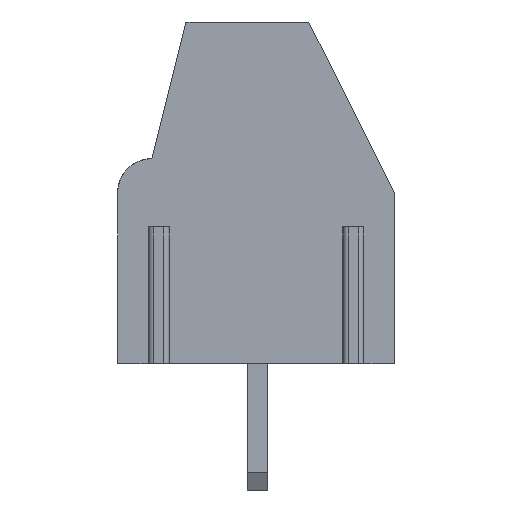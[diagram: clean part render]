
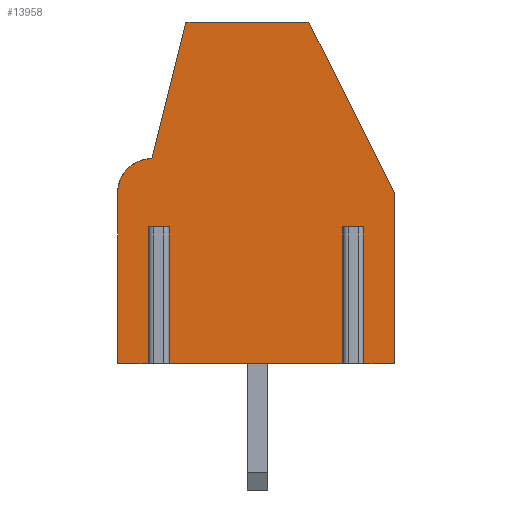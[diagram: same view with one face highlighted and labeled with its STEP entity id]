
A CAD part, left-side view. The second image highlights one B-rep face of the part: STEP entity #13958.
In plain terms, the highlighted planar face has unit normal (-1, 0, 0).
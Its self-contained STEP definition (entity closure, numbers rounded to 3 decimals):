
#77 = CARTESIAN_POINT ( 'NONE',  ( -7.33, -1.55, 10. ) ) ;
#164 = VERTEX_POINT ( 'NONE', #9416 ) ;
#248 = CARTESIAN_POINT ( 'NONE',  ( -7.33, 3.05, 6. ) ) ;
#387 = VERTEX_POINT ( 'NONE', #9050 ) ;
#579 = ORIENTED_EDGE ( 'NONE', *, *, #18614, .T. ) ;
#777 = DIRECTION ( 'NONE',  ( 0., -1., 0. ) ) ;
#808 = CARTESIAN_POINT ( 'NONE',  ( -7.33, 2.95, 4. ) ) ;
#1627 = CARTESIAN_POINT ( 'NONE',  ( -7.33, 2.75, 4. ) ) ;
#1650 = CIRCLE ( 'NONE', #7488, 1. ) ;
#1755 = EDGE_CURVE ( 'NONE', #18113, #18883, #3133, .T. ) ;
#1870 = EDGE_CURVE ( 'NONE', #164, #21628, #16332, .T. ) ;
#1894 = CARTESIAN_POINT ( 'NONE',  ( -7.33, -2.95, 0. ) ) ;
#1991 = LINE ( 'NONE', #8842, #11990 ) ;
#2087 = VERTEX_POINT ( 'NONE', #4804 ) ;
#2362 = DIRECTION ( 'NONE',  ( 0., -1., 0. ) ) ;
#2561 = ORIENTED_EDGE ( 'NONE', *, *, #18998, .F. ) ;
#2585 = ORIENTED_EDGE ( 'NONE', *, *, #20822, .T. ) ;
#3004 = EDGE_CURVE ( 'NONE', #387, #2087, #10958, .T. ) ;
#3133 = LINE ( 'NONE', #1627, #9600 ) ;
#3157 = VERTEX_POINT ( 'NONE', #77 ) ;
#3212 = LINE ( 'NONE', #17222, #18847 ) ;
#3957 = DIRECTION ( 'NONE',  ( 0., 0., -1. ) ) ;
#4092 = EDGE_CURVE ( 'NONE', #11037, #6441, #21675, .T. ) ;
#4355 = VECTOR ( 'NONE', #13659, 1000. ) ;
#4451 = CARTESIAN_POINT ( 'NONE',  ( -7.33, -2.75, 4. ) ) ;
#4631 = ORIENTED_EDGE ( 'NONE', *, *, #13018, .T. ) ;
#4804 = CARTESIAN_POINT ( 'NONE',  ( -7.33, 4.05, 0. ) ) ;
#4862 = LINE ( 'NONE', #10230, #11841 ) ;
#5085 = DIRECTION ( 'NONE',  ( 0., 0.243, -0.97 ) ) ;
#5867 = ORIENTED_EDGE ( 'NONE', *, *, #1870, .F. ) ;
#6367 = DIRECTION ( 'NONE',  ( 0., -1., 0. ) ) ;
#6431 = ORIENTED_EDGE ( 'NONE', *, *, #1755, .T. ) ;
#6441 = VERTEX_POINT ( 'NONE', #9637 ) ;
#6640 = EDGE_CURVE ( 'NONE', #18883, #6441, #16409, .T. ) ;
#6749 = CARTESIAN_POINT ( 'NONE',  ( -7.33, 4.05, 0. ) ) ;
#7488 = AXIS2_PLACEMENT_3D ( 'NONE', #13798, #22355, #17324 ) ;
#7672 = DIRECTION ( 'NONE',  ( 0., 0., -1. ) ) ;
#7844 = LINE ( 'NONE', #16283, #8274 ) ;
#8227 = VECTOR ( 'NONE', #9830, 1000. ) ;
#8274 = VECTOR ( 'NONE', #2362, 1000. ) ;
#8842 = CARTESIAN_POINT ( 'NONE',  ( -7.33, 2.75, 4. ) ) ;
#9050 = CARTESIAN_POINT ( 'NONE',  ( -7.33, 4.05, 5. ) ) ;
#9272 = CARTESIAN_POINT ( 'NONE',  ( -7.33, 4.05, 10. ) ) ;
#9396 = EDGE_CURVE ( 'NONE', #12355, #3157, #20819, .T. ) ;
#9416 = CARTESIAN_POINT ( 'NONE',  ( -7.33, 2.95, 4. ) ) ;
#9600 = VECTOR ( 'NONE', #10101, 1000. ) ;
#9637 = CARTESIAN_POINT ( 'NONE',  ( -7.33, -2.75, 0. ) ) ;
#9675 = FACE_OUTER_BOUND ( 'NONE', #22444, .T. ) ;
#9830 = DIRECTION ( 'NONE',  ( 0., 0., -1. ) ) ;
#10078 = CARTESIAN_POINT ( 'NONE',  ( -7.33, 4.05, 10. ) ) ;
#10096 = EDGE_CURVE ( 'NONE', #18204, #12063, #3212, .T. ) ;
#10101 = DIRECTION ( 'NONE',  ( 0., 0., -1. ) ) ;
#10105 = ORIENTED_EDGE ( 'NONE', *, *, #6640, .T. ) ;
#10230 = CARTESIAN_POINT ( 'NONE',  ( -7.33, 2.05, 10. ) ) ;
#10236 = VERTEX_POINT ( 'NONE', #20983 ) ;
#10334 = DIRECTION ( 'NONE',  ( 1., 0., 0. ) ) ;
#10366 = VECTOR ( 'NONE', #6367, 1000. ) ;
#10722 = CARTESIAN_POINT ( 'NONE',  ( -7.33, 4.05, 0. ) ) ;
#10820 = ORIENTED_EDGE ( 'NONE', *, *, #3004, .T. ) ;
#10958 = LINE ( 'NONE', #9272, #4355 ) ;
#11037 = VERTEX_POINT ( 'NONE', #11493 ) ;
#11420 = CARTESIAN_POINT ( 'NONE',  ( -7.33, -2.95, 4. ) ) ;
#11493 = CARTESIAN_POINT ( 'NONE',  ( -7.33, -2.75, 4. ) ) ;
#11841 = VECTOR ( 'NONE', #5085, 1000. ) ;
#11990 = VECTOR ( 'NONE', #15770, 1000. ) ;
#12063 = VERTEX_POINT ( 'NONE', #1894 ) ;
#12129 = DIRECTION ( 'NONE',  ( 0., 0.447, 0.894 ) ) ;
#12230 = VECTOR ( 'NONE', #3957, 1000. ) ;
#12355 = VERTEX_POINT ( 'NONE', #21254 ) ;
#13018 = EDGE_CURVE ( 'NONE', #2087, #21628, #20176, .T. ) ;
#13307 = PLANE ( 'NONE',  #17718 ) ;
#13659 = DIRECTION ( 'NONE',  ( 0., 0., -1. ) ) ;
#13762 = CARTESIAN_POINT ( 'NONE',  ( -7.33, 2.75, 0. ) ) ;
#13798 = CARTESIAN_POINT ( 'NONE',  ( -7.33, 3.05, 5. ) ) ;
#13927 = LINE ( 'NONE', #6749, #15110 ) ;
#13935 = VECTOR ( 'NONE', #777, 1000. ) ;
#13958 = ADVANCED_FACE ( 'NONE', ( #9675 ), #13307, .F. ) ;
#13972 = EDGE_CURVE ( 'NONE', #19241, #15192, #4862, .T. ) ;
#14408 = CARTESIAN_POINT ( 'NONE',  ( -7.33, 2.75, 4. ) ) ;
#15105 = ORIENTED_EDGE ( 'NONE', *, *, #17936, .T. ) ;
#15110 = VECTOR ( 'NONE', #18951, 1000. ) ;
#15184 = VECTOR ( 'NONE', #12129, 1000. ) ;
#15192 = VERTEX_POINT ( 'NONE', #248 ) ;
#15394 = LINE ( 'NONE', #10078, #19849 ) ;
#15536 = ORIENTED_EDGE ( 'NONE', *, *, #16922, .T. ) ;
#15770 = DIRECTION ( 'NONE',  ( 0., -1., 0. ) ) ;
#16185 = ORIENTED_EDGE ( 'NONE', *, *, #10096, .T. ) ;
#16283 = CARTESIAN_POINT ( 'NONE',  ( -7.33, -2.75, 4. ) ) ;
#16332 = LINE ( 'NONE', #808, #18330 ) ;
#16409 = LINE ( 'NONE', #10722, #13935 ) ;
#16922 = EDGE_CURVE ( 'NONE', #164, #18113, #1991, .T. ) ;
#17222 = CARTESIAN_POINT ( 'NONE',  ( -7.33, -2.95, 4. ) ) ;
#17324 = DIRECTION ( 'NONE',  ( 0., 0., -1. ) ) ;
#17380 = CARTESIAN_POINT ( 'NONE',  ( -7.33, 2.05, 10. ) ) ;
#17718 = AXIS2_PLACEMENT_3D ( 'NONE', #20606, #10334, #20721 ) ;
#17936 = EDGE_CURVE ( 'NONE', #11037, #18204, #7844, .T. ) ;
#17966 = ORIENTED_EDGE ( 'NONE', *, *, #20815, .F. ) ;
#18016 = ORIENTED_EDGE ( 'NONE', *, *, #9396, .T. ) ;
#18113 = VERTEX_POINT ( 'NONE', #14408 ) ;
#18204 = VERTEX_POINT ( 'NONE', #11420 ) ;
#18330 = VECTOR ( 'NONE', #7672, 1000. ) ;
#18614 = EDGE_CURVE ( 'NONE', #15192, #387, #1650, .T. ) ;
#18847 = VECTOR ( 'NONE', #18933, 1000. ) ;
#18883 = VERTEX_POINT ( 'NONE', #13762 ) ;
#18933 = DIRECTION ( 'NONE',  ( 0., 0., -1. ) ) ;
#18951 = DIRECTION ( 'NONE',  ( 0., -1., 0. ) ) ;
#18998 = EDGE_CURVE ( 'NONE', #12355, #10236, #19442, .T. ) ;
#19208 = CARTESIAN_POINT ( 'NONE',  ( -7.33, -4.05, 5. ) ) ;
#19222 = ORIENTED_EDGE ( 'NONE', *, *, #4092, .F. ) ;
#19241 = VERTEX_POINT ( 'NONE', #17380 ) ;
#19442 = LINE ( 'NONE', #21280, #12230 ) ;
#19849 = VECTOR ( 'NONE', #22374, 1000. ) ;
#20176 = LINE ( 'NONE', #22013, #10366 ) ;
#20606 = CARTESIAN_POINT ( 'NONE',  ( -7.33, 4.05, 10. ) ) ;
#20721 = DIRECTION ( 'NONE',  ( 0., 0., -1. ) ) ;
#20815 = EDGE_CURVE ( 'NONE', #19241, #3157, #15394, .T. ) ;
#20819 = LINE ( 'NONE', #19208, #15184 ) ;
#20822 = EDGE_CURVE ( 'NONE', #12063, #10236, #13927, .T. ) ;
#20983 = CARTESIAN_POINT ( 'NONE',  ( -7.33, -4.05, 0. ) ) ;
#21152 = CARTESIAN_POINT ( 'NONE',  ( -7.33, 2.95, 0. ) ) ;
#21254 = CARTESIAN_POINT ( 'NONE',  ( -7.33, -4.05, 5. ) ) ;
#21280 = CARTESIAN_POINT ( 'NONE',  ( -7.33, -4.05, 10. ) ) ;
#21628 = VERTEX_POINT ( 'NONE', #21152 ) ;
#21675 = LINE ( 'NONE', #4451, #8227 ) ;
#21829 = ORIENTED_EDGE ( 'NONE', *, *, #13972, .T. ) ;
#22013 = CARTESIAN_POINT ( 'NONE',  ( -7.33, 4.05, 0. ) ) ;
#22355 = DIRECTION ( 'NONE',  ( -1., 0., 0. ) ) ;
#22374 = DIRECTION ( 'NONE',  ( 0., -1., 0. ) ) ;
#22444 = EDGE_LOOP ( 'NONE', ( #21829, #579, #10820, #4631, #5867, #15536, #6431, #10105, #19222, #15105, #16185, #2585, #2561, #18016, #17966 ) ) ;
